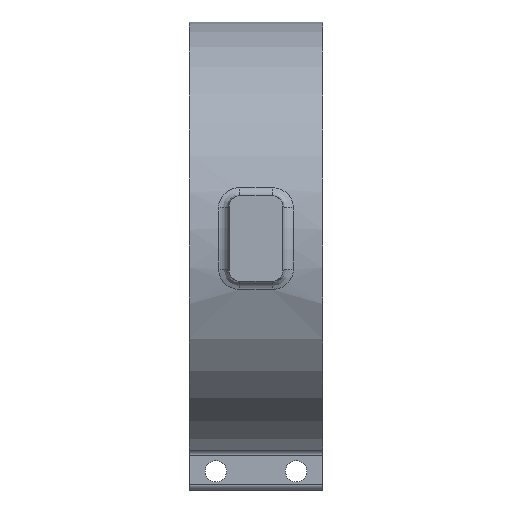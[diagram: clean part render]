
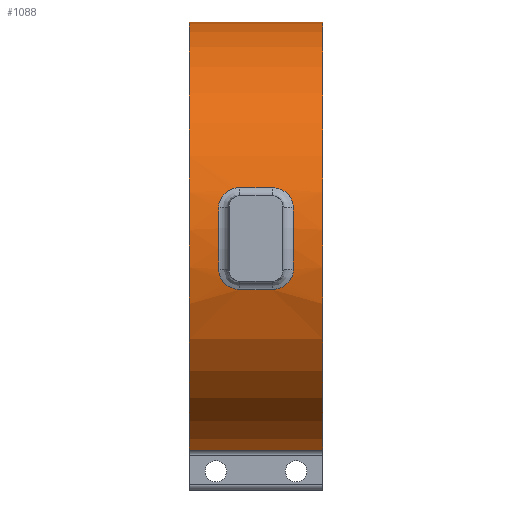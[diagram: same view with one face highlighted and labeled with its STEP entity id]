
A CAD part, left-side view. The second image highlights one B-rep face of the part: STEP entity #1088.
In plain terms, the highlighted cylindrical face has radius 40.5 mm (diameter 81 mm), a partial arc.
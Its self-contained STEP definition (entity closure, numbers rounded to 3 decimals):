
#15=FACE_BOUND('',#171,.T.);
#16=FACE_BOUND('',#172,.T.);
#32=B_SPLINE_CURVE_WITH_KNOTS('',3,(#1672,#1673,#1674,#1675,#1676,#1677),
 .UNSPECIFIED.,.F.,.F.,(4,1,1,4),(-0.634,-0.453,
-0.272,0.),.UNSPECIFIED.);
#34=B_SPLINE_CURVE_WITH_KNOTS('',3,(#1720,#1721,#1722,#1723,#1724,#1725),
 .UNSPECIFIED.,.F.,.F.,(4,1,1,4),(-0.634,-0.362,
-0.181,0.),.UNSPECIFIED.);
#36=B_SPLINE_CURVE_WITH_KNOTS('',3,(#1762,#1763,#1764,#1765,#1766),
 .UNSPECIFIED.,.F.,.F.,(4,1,4),(-0.634,-0.272,0.),
 .UNSPECIFIED.);
#38=B_SPLINE_CURVE_WITH_KNOTS('',3,(#1806,#1807,#1808,#1809,#1810),
 .UNSPECIFIED.,.F.,.F.,(4,1,4),(-0.634,-0.362,0.),
 .UNSPECIFIED.);
#39=B_SPLINE_CURVE_WITH_KNOTS('',3,(#1863,#1864,#1865,#1866,#1867),
 .UNSPECIFIED.,.F.,.F.,(4,1,4),(-0.634,-0.272,0.),
 .UNSPECIFIED.);
#40=B_SPLINE_CURVE_WITH_KNOTS('',3,(#1871,#1872,#1873,#1874,#1875),
 .UNSPECIFIED.,.F.,.F.,(4,1,4),(-0.634,-0.362,0.),
 .UNSPECIFIED.);
#41=B_SPLINE_CURVE_WITH_KNOTS('',3,(#1879,#1880,#1881,#1882,#1883),
 .UNSPECIFIED.,.F.,.F.,(4,1,4),(-0.634,-0.272,0.),
 .UNSPECIFIED.);
#42=B_SPLINE_CURVE_WITH_KNOTS('',3,(#1887,#1888,#1889,#1890,#1891,#1892),
 .UNSPECIFIED.,.F.,.F.,(4,1,1,4),(-0.634,-0.453,
-0.272,0.),.UNSPECIFIED.);
#104=FACE_OUTER_BOUND('',#170,.T.);
#170=EDGE_LOOP('',(#785,#786,#787,#788));
#171=EDGE_LOOP('',(#789,#790,#791,#792,#793,#794,#795,#796));
#172=EDGE_LOOP('',(#797,#798,#799,#800,#801,#802,#803,#804));
#231=LINE('',#1813,#303);
#237=LINE('',#1831,#309);
#247=LINE('',#1857,#319);
#248=LINE('',#1860,#320);
#249=LINE('',#1877,#321);
#250=LINE('',#1893,#322);
#303=VECTOR('',#1330,10.);
#309=VECTOR('',#1352,10.);
#319=VECTOR('',#1380,10.);
#320=VECTOR('',#1383,10.);
#321=VECTOR('',#1386,10.);
#322=VECTOR('',#1389,10.);
#383=CIRCLE('',#1173,40.5);
#387=CIRCLE('',#1179,40.5);
#393=CIRCLE('',#1194,40.5);
#394=CIRCLE('',#1195,40.5);
#395=CIRCLE('',#1196,40.5);
#396=CIRCLE('',#1197,40.5);
#449=VERTEX_POINT('',#1669);
#450=VERTEX_POINT('',#1671);
#453=VERTEX_POINT('',#1717);
#454=VERTEX_POINT('',#1719);
#457=VERTEX_POINT('',#1759);
#458=VERTEX_POINT('',#1761);
#461=VERTEX_POINT('',#1803);
#462=VERTEX_POINT('',#1805);
#471=VERTEX_POINT('',#1853);
#472=VERTEX_POINT('',#1854);
#473=VERTEX_POINT('',#1856);
#474=VERTEX_POINT('',#1858);
#475=VERTEX_POINT('',#1861);
#476=VERTEX_POINT('',#1862);
#477=VERTEX_POINT('',#1868);
#478=VERTEX_POINT('',#1870);
#479=VERTEX_POINT('',#1876);
#480=VERTEX_POINT('',#1878);
#481=VERTEX_POINT('',#1884);
#482=VERTEX_POINT('',#1886);
#555=EDGE_CURVE('',#449,#450,#32,.T.);
#559=EDGE_CURVE('',#453,#454,#34,.T.);
#563=EDGE_CURVE('',#457,#458,#36,.T.);
#565=EDGE_CURVE('',#450,#457,#383,.T.);
#569=EDGE_CURVE('',#461,#462,#38,.T.);
#571=EDGE_CURVE('',#458,#461,#231,.T.);
#573=EDGE_CURVE('',#462,#453,#387,.T.);
#581=EDGE_CURVE('',#454,#449,#237,.T.);
#593=EDGE_CURVE('',#471,#472,#393,.T.);
#594=EDGE_CURVE('',#472,#473,#247,.T.);
#595=EDGE_CURVE('',#474,#473,#394,.T.);
#596=EDGE_CURVE('',#471,#474,#248,.T.);
#597=EDGE_CURVE('',#475,#476,#39,.T.);
#598=EDGE_CURVE('',#477,#475,#395,.T.);
#599=EDGE_CURVE('',#478,#477,#40,.T.);
#600=EDGE_CURVE('',#479,#478,#249,.T.);
#601=EDGE_CURVE('',#480,#479,#41,.T.);
#602=EDGE_CURVE('',#481,#480,#396,.T.);
#603=EDGE_CURVE('',#482,#481,#42,.T.);
#604=EDGE_CURVE('',#476,#482,#250,.T.);
#785=ORIENTED_EDGE('',*,*,#593,.T.);
#786=ORIENTED_EDGE('',*,*,#594,.T.);
#787=ORIENTED_EDGE('',*,*,#595,.F.);
#788=ORIENTED_EDGE('',*,*,#596,.F.);
#789=ORIENTED_EDGE('',*,*,#597,.F.);
#790=ORIENTED_EDGE('',*,*,#598,.F.);
#791=ORIENTED_EDGE('',*,*,#599,.F.);
#792=ORIENTED_EDGE('',*,*,#600,.F.);
#793=ORIENTED_EDGE('',*,*,#601,.F.);
#794=ORIENTED_EDGE('',*,*,#602,.F.);
#795=ORIENTED_EDGE('',*,*,#603,.F.);
#796=ORIENTED_EDGE('',*,*,#604,.F.);
#797=ORIENTED_EDGE('',*,*,#569,.F.);
#798=ORIENTED_EDGE('',*,*,#571,.F.);
#799=ORIENTED_EDGE('',*,*,#563,.F.);
#800=ORIENTED_EDGE('',*,*,#565,.F.);
#801=ORIENTED_EDGE('',*,*,#555,.F.);
#802=ORIENTED_EDGE('',*,*,#581,.F.);
#803=ORIENTED_EDGE('',*,*,#559,.F.);
#804=ORIENTED_EDGE('',*,*,#573,.F.);
#1047=CYLINDRICAL_SURFACE('',#1193,40.5);
#1088=ADVANCED_FACE('',(#104,#15,#16),#1047,.T.);
#1173=AXIS2_PLACEMENT_3D('',#1769,#1320,#1321);
#1179=AXIS2_PLACEMENT_3D('',#1816,#1334,#1335);
#1193=AXIS2_PLACEMENT_3D('',#1852,#1376,#1377);
#1194=AXIS2_PLACEMENT_3D('',#1855,#1378,#1379);
#1195=AXIS2_PLACEMENT_3D('',#1859,#1381,#1382);
#1196=AXIS2_PLACEMENT_3D('',#1869,#1384,#1385);
#1197=AXIS2_PLACEMENT_3D('',#1885,#1387,#1388);
#1320=DIRECTION('center_axis',(0.,1.,0.));
#1321=DIRECTION('ref_axis',(-1.,0.,0.));
#1330=DIRECTION('',(0.,1.,0.));
#1334=DIRECTION('center_axis',(0.,-1.,0.));
#1335=DIRECTION('ref_axis',(-1.,0.,0.));
#1352=DIRECTION('',(0.,-1.,0.));
#1376=DIRECTION('center_axis',(0.,1.,0.));
#1377=DIRECTION('ref_axis',(0.037,0.,0.999));
#1378=DIRECTION('center_axis',(0.,1.,0.));
#1379=DIRECTION('ref_axis',(-0.217,0.,-0.976));
#1380=DIRECTION('',(0.,1.,0.));
#1381=DIRECTION('center_axis',(0.,1.,0.));
#1382=DIRECTION('ref_axis',(-0.217,0.,-0.976));
#1383=DIRECTION('',(0.,1.,0.));
#1384=DIRECTION('center_axis',(0.,-1.,0.));
#1385=DIRECTION('ref_axis',(1.,0.,0.));
#1386=DIRECTION('',(0.,1.,0.));
#1387=DIRECTION('center_axis',(0.,1.,0.));
#1388=DIRECTION('ref_axis',(1.,0.,0.));
#1389=DIRECTION('',(0.,-1.,0.));
#1669=CARTESIAN_POINT('',(-39.363,9.5,-9.529));
#1671=CARTESIAN_POINT('',(-40.094,5.5,-5.718));
#1672=CARTESIAN_POINT('Ctrl Pts',(-39.363,9.5,-9.529));
#1673=CARTESIAN_POINT('Ctrl Pts',(-39.363,8.896,-9.529));
#1674=CARTESIAN_POINT('Ctrl Pts',(-39.428,7.692,-9.263));
#1675=CARTESIAN_POINT('Ctrl Pts',(-39.718,6.019,-7.982));
#1676=CARTESIAN_POINT('Ctrl Pts',(-39.973,5.5,-6.572));
#1677=CARTESIAN_POINT('Ctrl Pts',(-40.094,5.5,-5.718));
#1717=CARTESIAN_POINT('',(-40.094,19.5,-5.718));
#1719=CARTESIAN_POINT('',(-39.363,15.5,-9.529));
#1720=CARTESIAN_POINT('Ctrl Pts',(-40.094,19.5,-5.718));
#1721=CARTESIAN_POINT('Ctrl Pts',(-39.973,19.5,-6.572));
#1722=CARTESIAN_POINT('Ctrl Pts',(-39.718,18.981,-7.982));
#1723=CARTESIAN_POINT('Ctrl Pts',(-39.428,17.308,-9.263));
#1724=CARTESIAN_POINT('Ctrl Pts',(-39.363,16.104,-9.529));
#1725=CARTESIAN_POINT('Ctrl Pts',(-39.363,15.5,-9.529));
#1759=CARTESIAN_POINT('',(-40.094,5.5,5.718));
#1761=CARTESIAN_POINT('',(-39.363,9.5,9.529));
#1762=CARTESIAN_POINT('Ctrl Pts',(-40.094,5.5,5.718));
#1763=CARTESIAN_POINT('Ctrl Pts',(-39.932,5.5,6.856));
#1764=CARTESIAN_POINT('Ctrl Pts',(-39.547,6.49,8.816));
#1765=CARTESIAN_POINT('Ctrl Pts',(-39.363,8.595,9.529));
#1766=CARTESIAN_POINT('Ctrl Pts',(-39.363,9.5,9.529));
#1769=CARTESIAN_POINT('Origin',(0.,5.5,0.));
#1803=CARTESIAN_POINT('',(-39.363,15.5,9.529));
#1805=CARTESIAN_POINT('',(-40.094,19.5,5.718));
#1806=CARTESIAN_POINT('Ctrl Pts',(-39.363,15.5,9.529));
#1807=CARTESIAN_POINT('Ctrl Pts',(-39.363,16.405,9.529));
#1808=CARTESIAN_POINT('Ctrl Pts',(-39.547,18.51,8.816));
#1809=CARTESIAN_POINT('Ctrl Pts',(-39.932,19.5,6.856));
#1810=CARTESIAN_POINT('Ctrl Pts',(-40.094,19.5,5.718));
#1813=CARTESIAN_POINT('',(-39.363,0.,9.529));
#1816=CARTESIAN_POINT('Origin',(0.,19.5,0.));
#1831=CARTESIAN_POINT('',(-39.363,0.,-9.529));
#1852=CARTESIAN_POINT('Origin',(0.,0.,0.));
#1853=CARTESIAN_POINT('',(-8.783,0.,-39.536));
#1854=CARTESIAN_POINT('',(5.855,0.,-40.074));
#1855=CARTESIAN_POINT('Origin',(0.,0.,0.));
#1856=CARTESIAN_POINT('',(5.855,25.,-40.074));
#1857=CARTESIAN_POINT('',(5.855,0.,-40.074));
#1858=CARTESIAN_POINT('',(-8.783,25.,-39.536));
#1859=CARTESIAN_POINT('Origin',(0.,25.,0.));
#1860=CARTESIAN_POINT('',(-8.783,0.,-39.536));
#1861=CARTESIAN_POINT('',(40.094,19.5,5.718));
#1862=CARTESIAN_POINT('',(39.363,15.5,9.529));
#1863=CARTESIAN_POINT('Ctrl Pts',(40.094,19.5,5.718));
#1864=CARTESIAN_POINT('Ctrl Pts',(39.932,19.5,6.856));
#1865=CARTESIAN_POINT('Ctrl Pts',(39.547,18.51,8.816));
#1866=CARTESIAN_POINT('Ctrl Pts',(39.363,16.405,9.529));
#1867=CARTESIAN_POINT('Ctrl Pts',(39.363,15.5,9.529));
#1868=CARTESIAN_POINT('',(40.094,19.5,-5.718));
#1869=CARTESIAN_POINT('Origin',(0.,19.5,0.));
#1870=CARTESIAN_POINT('',(39.363,15.5,-9.529));
#1871=CARTESIAN_POINT('Ctrl Pts',(39.363,15.5,-9.529));
#1872=CARTESIAN_POINT('Ctrl Pts',(39.363,16.405,-9.529));
#1873=CARTESIAN_POINT('Ctrl Pts',(39.547,18.51,-8.816));
#1874=CARTESIAN_POINT('Ctrl Pts',(39.932,19.5,-6.856));
#1875=CARTESIAN_POINT('Ctrl Pts',(40.094,19.5,-5.718));
#1876=CARTESIAN_POINT('',(39.363,9.5,-9.529));
#1877=CARTESIAN_POINT('',(39.363,0.,-9.529));
#1878=CARTESIAN_POINT('',(40.094,5.5,-5.718));
#1879=CARTESIAN_POINT('Ctrl Pts',(40.094,5.5,-5.718));
#1880=CARTESIAN_POINT('Ctrl Pts',(39.932,5.5,-6.856));
#1881=CARTESIAN_POINT('Ctrl Pts',(39.547,6.49,-8.816));
#1882=CARTESIAN_POINT('Ctrl Pts',(39.363,8.595,-9.529));
#1883=CARTESIAN_POINT('Ctrl Pts',(39.363,9.5,-9.529));
#1884=CARTESIAN_POINT('',(40.094,5.5,5.718));
#1885=CARTESIAN_POINT('Origin',(0.,5.5,0.));
#1886=CARTESIAN_POINT('',(39.363,9.5,9.529));
#1887=CARTESIAN_POINT('Ctrl Pts',(39.363,9.5,9.529));
#1888=CARTESIAN_POINT('Ctrl Pts',(39.363,8.896,9.529));
#1889=CARTESIAN_POINT('Ctrl Pts',(39.428,7.692,9.263));
#1890=CARTESIAN_POINT('Ctrl Pts',(39.718,6.019,7.982));
#1891=CARTESIAN_POINT('Ctrl Pts',(39.973,5.5,6.572));
#1892=CARTESIAN_POINT('Ctrl Pts',(40.094,5.5,5.718));
#1893=CARTESIAN_POINT('',(39.363,0.,9.529));
